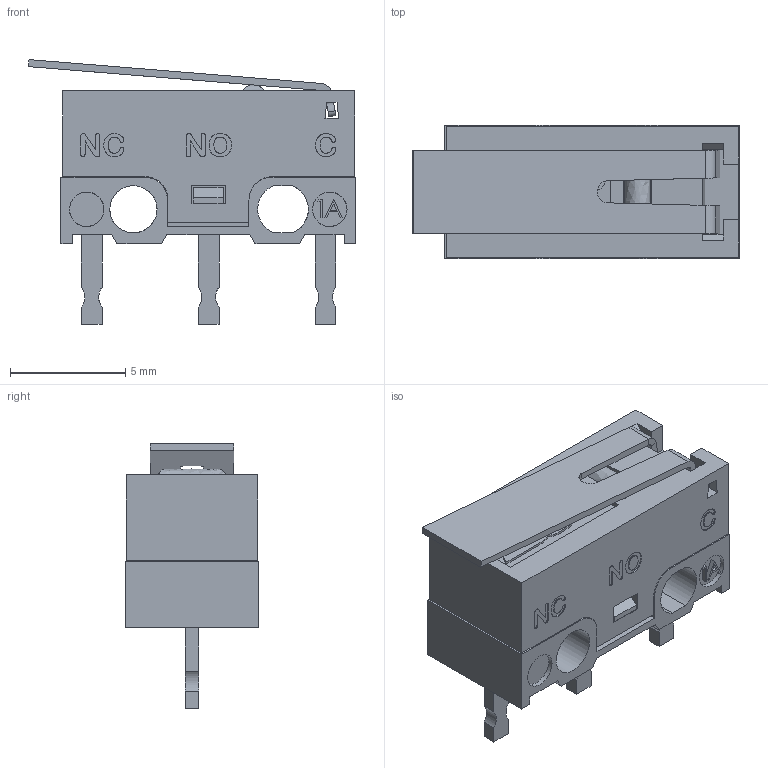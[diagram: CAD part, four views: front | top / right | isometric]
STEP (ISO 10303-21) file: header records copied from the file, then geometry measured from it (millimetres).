
FILE_DESCRIPTION(/* description */ (''),/* implementation_level */ '2;1');
FILE_NAME(/* name */ 'ZMA00A150L04PC',/* time_stamp */ '2019-03-02T12:28:42+01:00',/* author */ (''),/* organization */ (''),/* preprocessor_version */ 'ST-DEVELOPER v16.5',/* originating_system */ '',/* authorisation */ '');
FILE_SCHEMA (('AUTOMOTIVE_DESIGN'));
Length unit declared in the file: millimetre
Products named in the file (1): Document
Bounding box: 14.21 x 5.8 x 11.5 mm (x, y, z)
Volume: 13.9 mm3; surface area: 825.6 mm2
Topology: 1 solids, 6 shells, 312 faces, 848 edges, 562 vertices
Faces by surface type: plane 225, bspline 87
Entity records: 11784 total; most frequent: CARTESIAN_POINT 6093, ORIENTED_EDGE 1664, EDGE_CURVE 848, B_SPLINE_CURVE_WITH_KNOTS 782, VERTEX_POINT 562, EDGE_LOOP 352, ADVANCED_FACE 312, FACE_OUTER_BOUND 312
